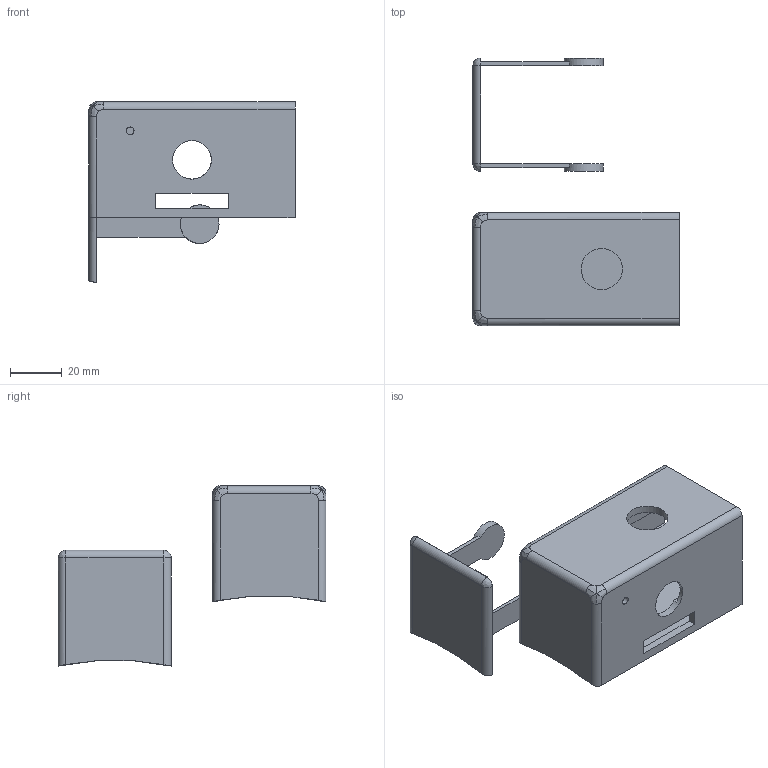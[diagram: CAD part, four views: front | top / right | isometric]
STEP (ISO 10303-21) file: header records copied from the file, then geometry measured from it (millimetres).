
FILE_DESCRIPTION(/* description */ (''),/* implementation_level */ '2;1');
FILE_NAME(/* name */ '3D-modell_Case_KryoKart.step',/* time_stamp */ '2022-04-26T08:52:23+02:00',/* author */ (''),/* organization */ (''),/* preprocessor_version */ 'ST-DEVELOPER v18.1',/* originating_system */ 'Autodesk Translation Framework v10.14.0.1471',/* authorisation */ '');
FILE_SCHEMA (('AUTOMOTIVE_DESIGN { 1 0 10303 214 3 1 1 }'));
Length unit declared in the file: millimetre
Products named in the file (1): Prototype1_Brøyteknapp
Bounding box: 80 x 104 x 70 mm (x, y, z)
Volume: 44875.6 mm3; surface area: 41101.4 mm2
Topology: 2 solids, 2 shells, 76 faces, 200 edges, 130 vertices
Faces by surface type: plane 44, cylinder 18, bspline 14
Full cylindrical faces by diameter (mm): 3 x1, 15 x4, 16 x1
Entity records: 2856 total; most frequent: CARTESIAN_POINT 939, ORIENTED_EDGE 400, DIRECTION 370, EDGE_CURVE 200, VERTEX_POINT 130, LINE 124, VECTOR 124, AXIS2_PLACEMENT_3D 123
